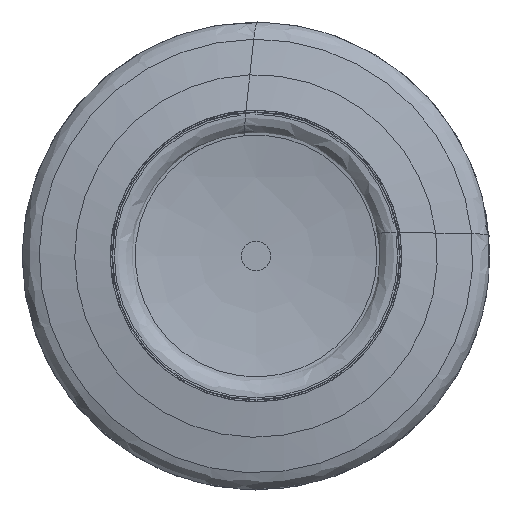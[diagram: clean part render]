
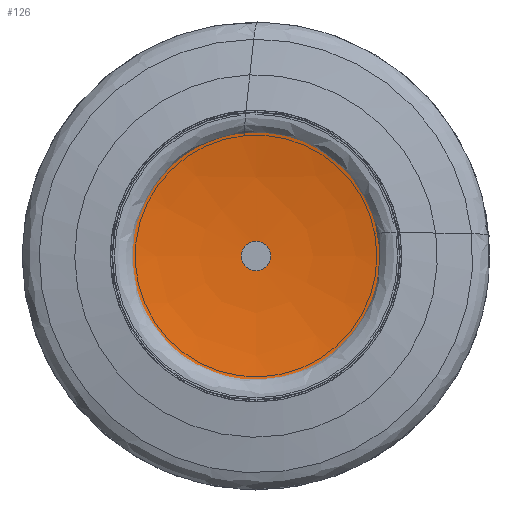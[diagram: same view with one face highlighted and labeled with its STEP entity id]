
A CAD part, left-side view. The second image highlights one B-rep face of the part: STEP entity #126.
In plain terms, the highlighted free-form (B-spline) face has degree [3, 3] with [4, 7] control points.
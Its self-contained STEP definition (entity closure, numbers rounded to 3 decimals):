
#53=FACE_BOUND('',#218,.T.);
#54=FACE_BOUND('',#219,.T.);
#126=ADVANCED_FACE('',(#53,#54),#163,.T.);
#163=(
BOUNDED_SURFACE()
B_SPLINE_SURFACE(3,3,((#1188,#1189,#1190,#1191,#1192,#1193,#1194),(#1195,
#1196,#1197,#1198,#1199,#1200,#1201),(#1202,#1203,#1204,#1205,#1206,#1207,
#1208),(#1209,#1210,#1211,#1212,#1213,#1214,#1215)),.UNSPECIFIED.,.F.,.T.,
 .F.)
B_SPLINE_SURFACE_WITH_KNOTS((4,4),(1,3,3,3,1),(0.,1.),(-0.5,0.,0.5,1.,1.5),
 .UNSPECIFIED.)
GEOMETRIC_REPRESENTATION_ITEM()
RATIONAL_B_SPLINE_SURFACE(((1.,0.333,0.333,1.,0.333,
0.333,1.),(0.997,0.332,0.332,
0.997,0.332,0.332,0.997),
(0.997,0.332,0.332,0.997,
0.332,0.332,0.997),(1.,0.333,
0.333,1.,0.333,0.333,1.)))
REPRESENTATION_ITEM('')
SURFACE()
);
#218=EDGE_LOOP('',(#391));
#219=EDGE_LOOP('',(#392));
#278=CIRCLE('',#588,1.);
#279=CIRCLE('',#590,9.69);
#391=ORIENTED_EDGE('',*,*,#506,.F.);
#392=ORIENTED_EDGE('',*,*,#507,.T.);
#443=VERTEX_POINT('',#1184);
#444=VERTEX_POINT('',#1187);
#506=EDGE_CURVE('',#443,#443,#278,.T.);
#507=EDGE_CURVE('',#444,#444,#279,.T.);
#588=AXIS2_PLACEMENT_3D('',#1183,#702,#703);
#590=AXIS2_PLACEMENT_3D('',#1186,#706,#707);
#702=DIRECTION('',(-1.,0.,0.));
#703=DIRECTION('',(0.,0.,1.));
#706=DIRECTION('',(-1.,0.,0.));
#707=DIRECTION('',(0.,0.,1.));
#1183=CARTESIAN_POINT('',(1.5,0.,0.));
#1184=CARTESIAN_POINT('',(1.5,0.,1.));
#1186=CARTESIAN_POINT('',(0.612,0.,0.));
#1187=CARTESIAN_POINT('',(0.612,0.,9.69));
#1188=CARTESIAN_POINT('',(1.5,0.,1.));
#1189=CARTESIAN_POINT('',(1.5,2.,1.));
#1190=CARTESIAN_POINT('',(1.5,2.,-1.));
#1191=CARTESIAN_POINT('',(1.5,0.,-1.));
#1192=CARTESIAN_POINT('',(1.5,-2.,-1.));
#1193=CARTESIAN_POINT('',(1.5,-2.,1.));
#1194=CARTESIAN_POINT('',(1.5,0.,1.));
#1195=CARTESIAN_POINT('',(1.5,0.,3.922));
#1196=CARTESIAN_POINT('',(1.5,7.844,3.922));
#1197=CARTESIAN_POINT('',(1.5,7.844,-3.922));
#1198=CARTESIAN_POINT('',(1.5,0.,-3.922));
#1199=CARTESIAN_POINT('',(1.5,-7.844,-3.922));
#1200=CARTESIAN_POINT('',(1.5,-7.844,3.922));
#1201=CARTESIAN_POINT('',(1.5,0.,3.922));
#1202=CARTESIAN_POINT('',(1.203,0.,6.829));
#1203=CARTESIAN_POINT('',(1.203,13.657,6.829));
#1204=CARTESIAN_POINT('',(1.203,13.657,-6.829));
#1205=CARTESIAN_POINT('',(1.203,0.,-6.829));
#1206=CARTESIAN_POINT('',(1.203,-13.657,-6.829));
#1207=CARTESIAN_POINT('',(1.203,-13.657,6.829));
#1208=CARTESIAN_POINT('',(1.203,0.,6.829));
#1209=CARTESIAN_POINT('',(0.612,0.,9.69));
#1210=CARTESIAN_POINT('',(0.612,19.38,9.69));
#1211=CARTESIAN_POINT('',(0.612,19.38,-9.69));
#1212=CARTESIAN_POINT('',(0.612,0.,-9.69));
#1213=CARTESIAN_POINT('',(0.612,-19.38,-9.69));
#1214=CARTESIAN_POINT('',(0.612,-19.38,9.69));
#1215=CARTESIAN_POINT('',(0.612,0.,9.69));
